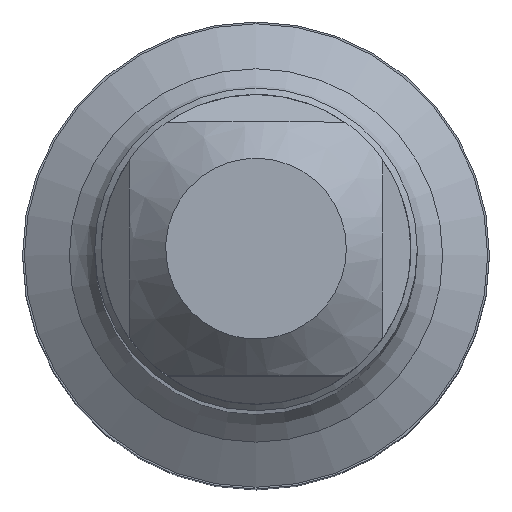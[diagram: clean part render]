
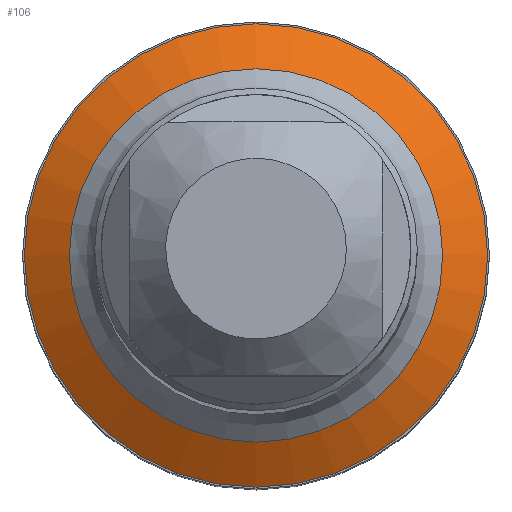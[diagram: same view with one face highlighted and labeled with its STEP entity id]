
A CAD part, top view. The second image highlights one B-rep face of the part: STEP entity #106.
In plain terms, the highlighted conical face has half-angle 60 degrees and reference radius 3.35 mm.
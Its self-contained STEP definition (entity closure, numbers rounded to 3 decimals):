
#94=CONICAL_SURFACE('',#405,3.35,60.);
#106=ADVANCED_FACE('',(#134,#135),#94,.T.);
#134=FACE_BOUND('',#160,.T.);
#135=FACE_BOUND('',#161,.T.);
#160=EDGE_LOOP('',(#196));
#161=EDGE_LOOP('',(#197));
#196=ORIENTED_EDGE('',*,*,#299,.T.);
#197=ORIENTED_EDGE('',*,*,#300,.F.);
#269=VERTEX_POINT('',#591);
#270=VERTEX_POINT('',#593);
#299=EDGE_CURVE('',#269,#269,#336,.T.);
#300=EDGE_CURVE('',#270,#270,#337,.T.);
#336=CIRCLE('',#403,4.05);
#337=CIRCLE('',#404,5.026);
#403=AXIS2_PLACEMENT_3D('',#590,#461,#462);
#404=AXIS2_PLACEMENT_3D('',#592,#463,#464);
#405=AXIS2_PLACEMENT_3D('',#594,#465,#466);
#461=DIRECTION('',(0.,0.,-1.));
#462=DIRECTION('',(-1.,0.,0.));
#463=DIRECTION('',(0.,0.,-1.));
#464=DIRECTION('',(-1.,0.,0.));
#465=DIRECTION('',(0.,0.,-1.));
#466=DIRECTION('',(-1.,0.,0.));
#590=CARTESIAN_POINT('',(0.,0.,-84.436));
#591=CARTESIAN_POINT('',(-4.05,0.,-84.436));
#592=CARTESIAN_POINT('',(0.,0.,-85.));
#593=CARTESIAN_POINT('',(-5.026,0.,-85.));
#594=CARTESIAN_POINT('',(0.,0.,-84.032));
